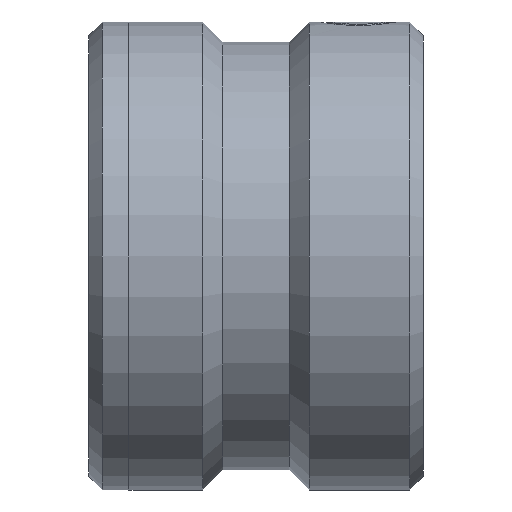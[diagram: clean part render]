
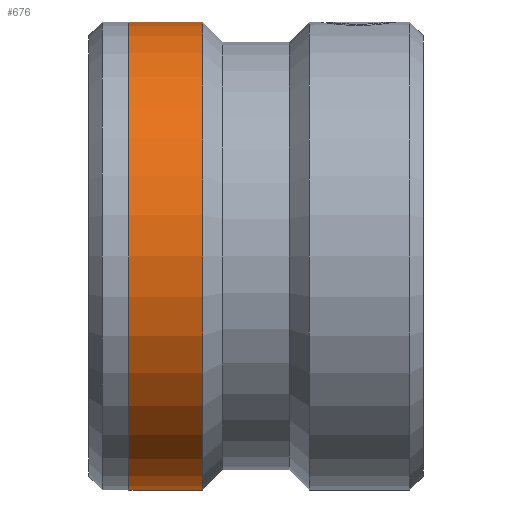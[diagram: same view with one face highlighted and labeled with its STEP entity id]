
A CAD part, left-side view. The second image highlights one B-rep face of the part: STEP entity #676.
In plain terms, the highlighted cylindrical face has radius 17.5 mm (diameter 35 mm), a partial arc.
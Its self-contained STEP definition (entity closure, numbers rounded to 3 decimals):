
#29 = DIRECTION ( 'NONE',  ( 0., 0., -1. ) ) ;
#50 = CARTESIAN_POINT ( 'NONE',  ( 0., 22., 17.5 ) ) ;
#58 = EDGE_CURVE ( 'NONE', #336, #912, #1465, .T. ) ;
#91 = DIRECTION ( 'NONE',  ( 0., 0., -1. ) ) ;
#199 = DIRECTION ( 'NONE',  ( 0., -1., 0. ) ) ;
#312 = DIRECTION ( 'NONE',  ( 0., -1., 0. ) ) ;
#336 = VERTEX_POINT ( 'NONE', #50 ) ;
#355 = VERTEX_POINT ( 'NONE', #1130 ) ;
#365 = AXIS2_PLACEMENT_3D ( 'NONE', #1427, #827, #91 ) ;
#470 = EDGE_CURVE ( 'NONE', #355, #738, #792, .T. ) ;
#501 = CARTESIAN_POINT ( 'NONE',  ( 0., 0., -17.5 ) ) ;
#528 = CYLINDRICAL_SURFACE ( 'NONE', #365, 17.5 ) ;
#575 = ORIENTED_EDGE ( 'NONE', *, *, #470, .F. ) ;
#581 = ORIENTED_EDGE ( 'NONE', *, *, #1506, .F. ) ;
#601 = EDGE_CURVE ( 'NONE', #912, #738, #1282, .T. ) ;
#606 = EDGE_LOOP ( 'NONE', ( #581, #702, #1489, #575 ) ) ;
#676 = ADVANCED_FACE ( 'NONE', ( #1160 ), #528, .T. ) ;
#702 = ORIENTED_EDGE ( 'NONE', *, *, #58, .T. ) ;
#732 = DIRECTION ( 'NONE',  ( 0., -1., 0. ) ) ;
#738 = VERTEX_POINT ( 'NONE', #1233 ) ;
#757 = DIRECTION ( 'NONE',  ( 0., -1., 0. ) ) ;
#792 = CIRCLE ( 'NONE', #952, 17.5 ) ;
#827 = DIRECTION ( 'NONE',  ( 0., -1., 0. ) ) ;
#912 = VERTEX_POINT ( 'NONE', #1476 ) ;
#952 = AXIS2_PLACEMENT_3D ( 'NONE', #1386, #312, #992 ) ;
#992 = DIRECTION ( 'NONE',  ( 0., 0., -1. ) ) ;
#1036 = VECTOR ( 'NONE', #732, 1000. ) ;
#1057 = VECTOR ( 'NONE', #199, 1000. ) ;
#1130 = CARTESIAN_POINT ( 'NONE',  ( 0., 16.5, 17.5 ) ) ;
#1160 = FACE_OUTER_BOUND ( 'NONE', #606, .T. ) ;
#1233 = CARTESIAN_POINT ( 'NONE',  ( 0., 16.5, -17.5 ) ) ;
#1282 = LINE ( 'NONE', #501, #1036 ) ;
#1285 = CARTESIAN_POINT ( 'NONE',  ( 0., 0., 17.5 ) ) ;
#1308 = AXIS2_PLACEMENT_3D ( 'NONE', #1475, #757, #29 ) ;
#1386 = CARTESIAN_POINT ( 'NONE',  ( 0., 16.5, 0. ) ) ;
#1421 = LINE ( 'NONE', #1285, #1057 ) ;
#1427 = CARTESIAN_POINT ( 'NONE',  ( 0., 0., 0. ) ) ;
#1465 = CIRCLE ( 'NONE', #1308, 17.5 ) ;
#1475 = CARTESIAN_POINT ( 'NONE',  ( 0., 22., 0. ) ) ;
#1476 = CARTESIAN_POINT ( 'NONE',  ( 0., 22., -17.5 ) ) ;
#1489 = ORIENTED_EDGE ( 'NONE', *, *, #601, .T. ) ;
#1506 = EDGE_CURVE ( 'NONE', #336, #355, #1421, .T. ) ;
